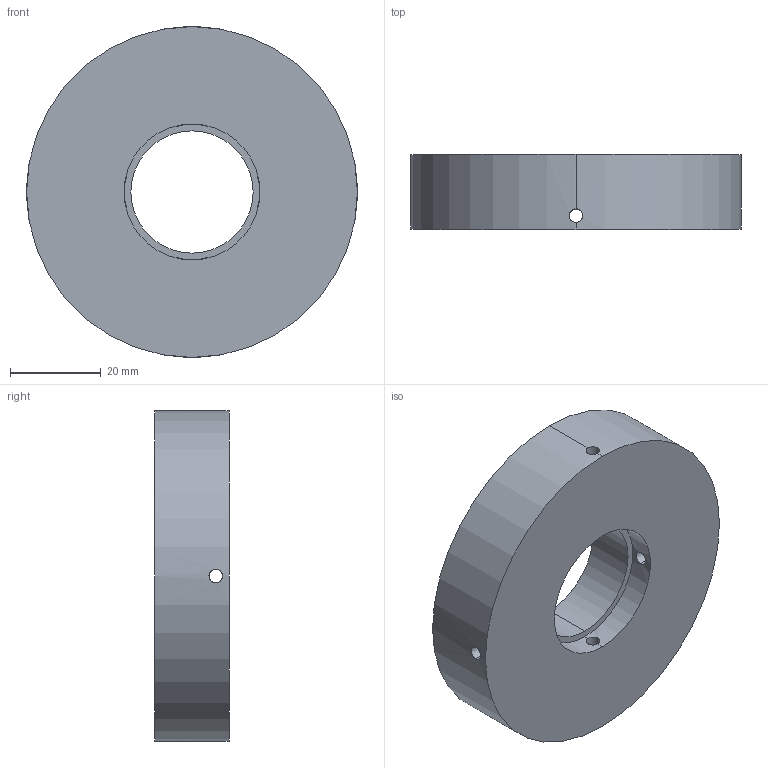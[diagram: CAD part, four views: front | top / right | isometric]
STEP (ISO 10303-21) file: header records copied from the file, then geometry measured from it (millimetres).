
FILE_DESCRIPTION (( 'STEP AP203' ), '1' );
FILE_NAME ('Rotary joint spacer.STEP', '2020-04-06T13:25:31', ( '' ), ( '' ), 'SwSTEP 2.0', 'SolidWorks 2018', '' );
FILE_SCHEMA (( 'CONFIG_CONTROL_DESIGN' ));
Length unit declared in the file: millimetre
Products named in the file (1): Rotary joint spacer
Bounding box: 73 x 16.5 x 73 mm (x, y, z)
Volume: 56996.7 mm3; surface area: 14090.5 mm2
Topology: 1 solids, 1 shells, 35 faces, 90 edges, 60 vertices
Faces by surface type: cylinder 26, plane 9
Entity records: 1545 total; most frequent: CARTESIAN_POINT 602, ORIENTED_EDGE 180, DIRECTION 174, EDGE_CURVE 90, AXIS2_PLACEMENT_3D 72, VERTEX_POINT 60, EDGE_LOOP 48, CIRCLE 36
